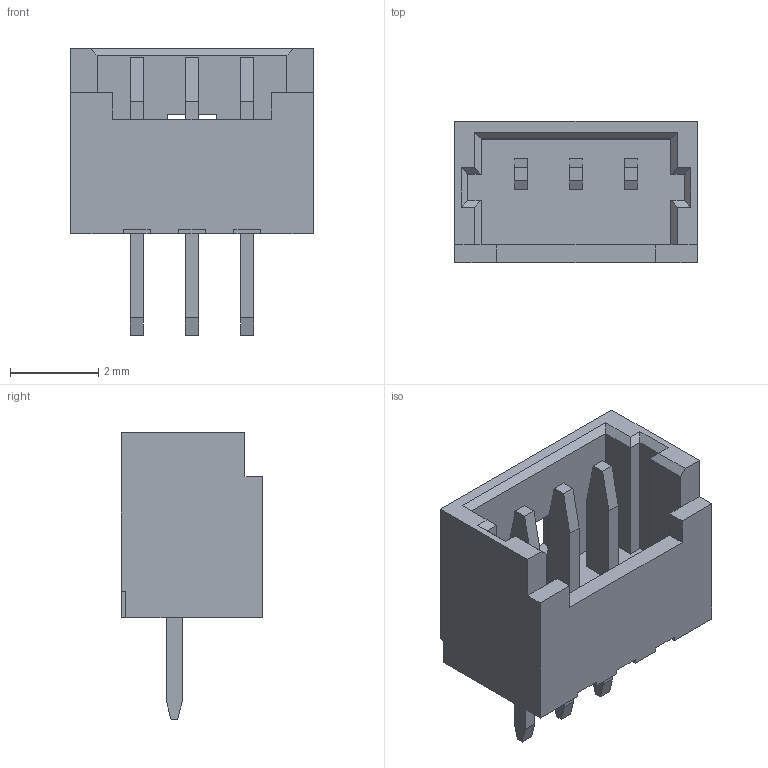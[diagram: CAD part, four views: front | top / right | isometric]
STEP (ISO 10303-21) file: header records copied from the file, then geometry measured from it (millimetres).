
FILE_DESCRIPTION(/* description */ ('Unknown'),/* implementation_level */ '2;1');
FILE_NAME(/* name */ '653003114822',/* time_stamp */ '2018-06-05T16:50:17+02:00',/* author */ ('Unknown'),/* organization */ ('Unknown'),/* preprocessor_version */ 'ST-DEVELOPER v16.7',/* originating_system */ 'DEX',/* authorisation */ $);
FILE_SCHEMA (('AUTOMOTIVE_DESIGN {1 0 10303 214 3 1 1}'));
Length unit declared in the file: millimetre
Products named in the file (3): 6530xx114822; 653003114822; 6530xx114822_PIN
Assembly tree (4 placements, depth 2):
  6530xx114822
    653003114822
    6530xx114822_PIN  x3
Bounding box: 5.5 x 3.2 x 6.5 mm (x, y, z)
Volume: 39 mm3; surface area: 173.9 mm2
Topology: 4 solids, 4 shells, 131 faces, 357 edges, 234 vertices
Faces by surface type: plane 131
Entity records: 3311 total; most frequent: CARTESIAN_POINT 579, ORIENTED_EDGE 570, DIRECTION 501, EDGE_CURVE 285, LINE 285, VECTOR 285, VERTEX_POINT 186, EDGE_LOOP 111
